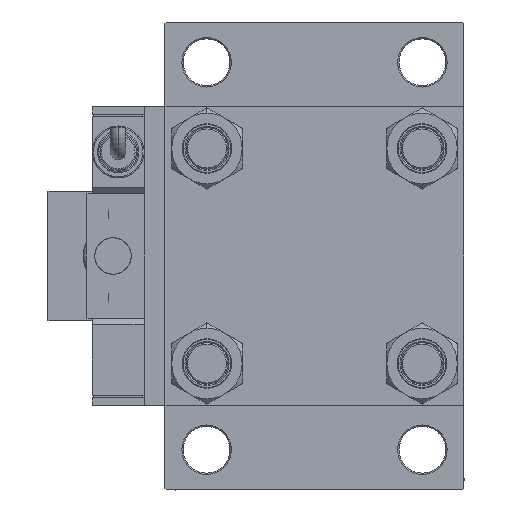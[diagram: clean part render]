
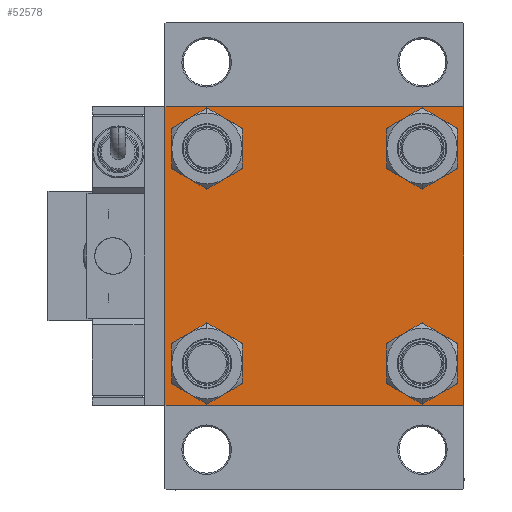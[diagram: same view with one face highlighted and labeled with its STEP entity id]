
A CAD part, left-side view. The second image highlights one B-rep face of the part: STEP entity #52578.
In plain terms, the highlighted planar face has unit normal (-1, 0, 0).
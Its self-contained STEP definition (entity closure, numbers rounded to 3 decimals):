
#671 = EDGE_CURVE ( 'NONE', #12412, #15429, #6173, .T. ) ;
#805 = VERTEX_POINT ( 'NONE', #18384 ) ;
#902 = DIRECTION ( 'NONE',  ( 0., 0., 1. ) ) ;
#1119 = DIRECTION ( 'NONE',  ( 0., 0., 1. ) ) ;
#1155 = CARTESIAN_POINT ( 'NONE',  ( 0., -57.25, -57.25 ) ) ;
#1549 = VERTEX_POINT ( 'NONE', #15506 ) ;
#1976 = CARTESIAN_POINT ( 'NONE',  ( 0., -41.35, 49.85 ) ) ;
#2547 = VECTOR ( 'NONE', #24272, 1000. ) ;
#2549 = DIRECTION ( 'NONE',  ( 0., 0., 1. ) ) ;
#2807 = EDGE_LOOP ( 'NONE', ( #32464, #43827 ) ) ;
#2916 = EDGE_CURVE ( 'NONE', #44328, #25732, #24733, .T. ) ;
#3111 = LINE ( 'NONE', #44513, #52386 ) ;
#5002 = LINE ( 'NONE', #1155, #44747 ) ;
#5226 = AXIS2_PLACEMENT_3D ( 'NONE', #7832, #35892, #41047 ) ;
#5392 = CARTESIAN_POINT ( 'NONE',  ( 0., -41.35, -49.85 ) ) ;
#5683 = CIRCLE ( 'NONE', #16088, 8.5 ) ;
#5764 = DIRECTION ( 'NONE',  ( 1., 0., 0. ) ) ;
#6173 = CIRCLE ( 'NONE', #10529, 8.5 ) ;
#6282 = CARTESIAN_POINT ( 'NONE',  ( 0., -41.35, -41.35 ) ) ;
#7202 = CARTESIAN_POINT ( 'NONE',  ( 0., -57.5, 57. ) ) ;
#7378 = DIRECTION ( 'NONE',  ( 0., -1., 0. ) ) ;
#7386 = DIRECTION ( 'NONE',  ( 0., 0., 1. ) ) ;
#7436 = AXIS2_PLACEMENT_3D ( 'NONE', #47347, #26370, #13586 ) ;
#7805 = CIRCLE ( 'NONE', #33012, 8.5 ) ;
#7832 = CARTESIAN_POINT ( 'NONE',  ( 0., 41.35, 41.35 ) ) ;
#9197 = VERTEX_POINT ( 'NONE', #7202 ) ;
#9419 = EDGE_CURVE ( 'NONE', #805, #44328, #23475, .T. ) ;
#9663 = EDGE_CURVE ( 'NONE', #15429, #12412, #7805, .T. ) ;
#9853 = DIRECTION ( 'NONE',  ( 0., 0.707, 0.707 ) ) ;
#10258 = CARTESIAN_POINT ( 'NONE',  ( 0., 0., 0. ) ) ;
#10529 = AXIS2_PLACEMENT_3D ( 'NONE', #20328, #50004, #36920 ) ;
#10661 = EDGE_CURVE ( 'NONE', #12123, #15389, #18286, .T. ) ;
#10785 = CIRCLE ( 'NONE', #53369, 8.5 ) ;
#12123 = VERTEX_POINT ( 'NONE', #30340 ) ;
#12412 = VERTEX_POINT ( 'NONE', #37360 ) ;
#12694 = EDGE_CURVE ( 'NONE', #53316, #38775, #23449, .T. ) ;
#13586 = DIRECTION ( 'NONE',  ( 0., 0., 1. ) ) ;
#13710 = DIRECTION ( 'NONE',  ( 1., 0., 0. ) ) ;
#14325 = FACE_BOUND ( 'NONE', #42008, .T. ) ;
#14869 = DIRECTION ( 'NONE',  ( -1., 0., 0. ) ) ;
#15389 = VERTEX_POINT ( 'NONE', #33972 ) ;
#15429 = VERTEX_POINT ( 'NONE', #5392 ) ;
#15506 = CARTESIAN_POINT ( 'NONE',  ( 0., -41.35, 32.85 ) ) ;
#15615 = ORIENTED_EDGE ( 'NONE', *, *, #34843, .T. ) ;
#15825 = EDGE_CURVE ( 'NONE', #19319, #805, #3111, .T. ) ;
#16088 = AXIS2_PLACEMENT_3D ( 'NONE', #37949, #13710, #902 ) ;
#16271 = CARTESIAN_POINT ( 'NONE',  ( 0., 57., 57.5 ) ) ;
#16607 = VERTEX_POINT ( 'NONE', #41537 ) ;
#16888 = ORIENTED_EDGE ( 'NONE', *, *, #31503, .T. ) ;
#17470 = CARTESIAN_POINT ( 'NONE',  ( 0., -41.35, 41.35 ) ) ;
#18286 = CIRCLE ( 'NONE', #5226, 8.5 ) ;
#18384 = CARTESIAN_POINT ( 'NONE',  ( 0., 57.5, -57. ) ) ;
#18966 = FACE_OUTER_BOUND ( 'NONE', #22032, .T. ) ;
#19319 = VERTEX_POINT ( 'NONE', #50534 ) ;
#19554 = DIRECTION ( 'NONE',  ( 0., 0., -1. ) ) ;
#20178 = DIRECTION ( 'NONE',  ( 1., 0., 0. ) ) ;
#20328 = CARTESIAN_POINT ( 'NONE',  ( 0., -41.35, -41.35 ) ) ;
#20816 = CARTESIAN_POINT ( 'NONE',  ( 0., -57., -57.5 ) ) ;
#20898 = AXIS2_PLACEMENT_3D ( 'NONE', #10258, #14869, #26858 ) ;
#21469 = VECTOR ( 'NONE', #45618, 1000. ) ;
#22032 = EDGE_LOOP ( 'NONE', ( #41178, #50969, #50911, #15615, #27592, #45562, #36445, #16888 ) ) ;
#22437 = CARTESIAN_POINT ( 'NONE',  ( 0., 41.35, -41.35 ) ) ;
#22886 = DIRECTION ( 'NONE',  ( 1., 0., 0. ) ) ;
#22969 = EDGE_CURVE ( 'NONE', #29447, #16607, #29048, .T. ) ;
#23449 = LINE ( 'NONE', #28072, #46211 ) ;
#23475 = LINE ( 'NONE', #35993, #2547 ) ;
#23835 = AXIS2_PLACEMENT_3D ( 'NONE', #32160, #20178, #7386 ) ;
#24272 = DIRECTION ( 'NONE',  ( 0., -0.707, -0.707 ) ) ;
#24733 = LINE ( 'NONE', #29084, #46967 ) ;
#24834 = EDGE_LOOP ( 'NONE', ( #32414, #34493 ) ) ;
#25148 = EDGE_CURVE ( 'NONE', #15389, #12123, #50047, .T. ) ;
#25265 = EDGE_CURVE ( 'NONE', #9197, #37109, #31287, .T. ) ;
#25378 = ORIENTED_EDGE ( 'NONE', *, *, #671, .T. ) ;
#25732 = VERTEX_POINT ( 'NONE', #20816 ) ;
#26304 = FACE_BOUND ( 'NONE', #24834, .T. ) ;
#26370 = DIRECTION ( 'NONE',  ( 1., 0., 0. ) ) ;
#26540 = EDGE_CURVE ( 'NONE', #16607, #29447, #39659, .T. ) ;
#26843 = EDGE_CURVE ( 'NONE', #9197, #38775, #30007, .T. ) ;
#26858 = DIRECTION ( 'NONE',  ( 0., 0., 1. ) ) ;
#27592 = ORIENTED_EDGE ( 'NONE', *, *, #25265, .F. ) ;
#28072 = CARTESIAN_POINT ( 'NONE',  ( 0., 57.5, 57.5 ) ) ;
#29048 = CIRCLE ( 'NONE', #23835, 8.5 ) ;
#29084 = CARTESIAN_POINT ( 'NONE',  ( 0., 57.5, -57.5 ) ) ;
#29447 = VERTEX_POINT ( 'NONE', #30668 ) ;
#30007 = LINE ( 'NONE', #38437, #37896 ) ;
#30058 = VECTOR ( 'NONE', #19554, 1000. ) ;
#30340 = CARTESIAN_POINT ( 'NONE',  ( 0., 41.35, 32.85 ) ) ;
#30618 = DIRECTION ( 'NONE',  ( 1., 0., 0. ) ) ;
#30668 = CARTESIAN_POINT ( 'NONE',  ( 0., 41.35, -49.85 ) ) ;
#30678 = FACE_BOUND ( 'NONE', #45219, .T. ) ;
#31287 = LINE ( 'NONE', #44341, #30058 ) ;
#31454 = DIRECTION ( 'NONE',  ( 0., 0., -1. ) ) ;
#31503 = EDGE_CURVE ( 'NONE', #53316, #19319, #32555, .T. ) ;
#32160 = CARTESIAN_POINT ( 'NONE',  ( 0., 41.35, -41.35 ) ) ;
#32414 = ORIENTED_EDGE ( 'NONE', *, *, #33390, .T. ) ;
#32464 = ORIENTED_EDGE ( 'NONE', *, *, #25148, .T. ) ;
#32555 = LINE ( 'NONE', #49169, #21469 ) ;
#33012 = AXIS2_PLACEMENT_3D ( 'NONE', #6282, #22886, #35401 ) ;
#33390 = EDGE_CURVE ( 'NONE', #34149, #1549, #10785, .T. ) ;
#33972 = CARTESIAN_POINT ( 'NONE',  ( 0., 41.35, 49.85 ) ) ;
#34149 = VERTEX_POINT ( 'NONE', #1976 ) ;
#34493 = ORIENTED_EDGE ( 'NONE', *, *, #35790, .T. ) ;
#34843 = EDGE_CURVE ( 'NONE', #25732, #37109, #5002, .T. ) ;
#35401 = DIRECTION ( 'NONE',  ( 0., 0., 1. ) ) ;
#35790 = EDGE_CURVE ( 'NONE', #1549, #34149, #5683, .T. ) ;
#35892 = DIRECTION ( 'NONE',  ( 1., 0., 0. ) ) ;
#35993 = CARTESIAN_POINT ( 'NONE',  ( 0., 57.25, -57.25 ) ) ;
#36445 = ORIENTED_EDGE ( 'NONE', *, *, #12694, .F. ) ;
#36920 = DIRECTION ( 'NONE',  ( 0., 0., 1. ) ) ;
#37109 = VERTEX_POINT ( 'NONE', #46046 ) ;
#37360 = CARTESIAN_POINT ( 'NONE',  ( 0., -41.35, -32.85 ) ) ;
#37896 = VECTOR ( 'NONE', #9853, 1000. ) ;
#37949 = CARTESIAN_POINT ( 'NONE',  ( 0., -41.35, 41.35 ) ) ;
#38200 = DIRECTION ( 'NONE',  ( 0., -0.707, 0.707 ) ) ;
#38437 = CARTESIAN_POINT ( 'NONE',  ( 0., -57.25, 57.25 ) ) ;
#38678 = CARTESIAN_POINT ( 'NONE',  ( 0., -57., 57.5 ) ) ;
#38775 = VERTEX_POINT ( 'NONE', #38678 ) ;
#39095 = FACE_BOUND ( 'NONE', #2807, .T. ) ;
#39659 = CIRCLE ( 'NONE', #40510, 8.5 ) ;
#40510 = AXIS2_PLACEMENT_3D ( 'NONE', #22437, #30618, #2549 ) ;
#41047 = DIRECTION ( 'NONE',  ( 0., 0., 1. ) ) ;
#41178 = ORIENTED_EDGE ( 'NONE', *, *, #15825, .T. ) ;
#41537 = CARTESIAN_POINT ( 'NONE',  ( 0., 41.35, -32.85 ) ) ;
#42008 = EDGE_LOOP ( 'NONE', ( #51358, #45487 ) ) ;
#43827 = ORIENTED_EDGE ( 'NONE', *, *, #10661, .T. ) ;
#44328 = VERTEX_POINT ( 'NONE', #51026 ) ;
#44341 = CARTESIAN_POINT ( 'NONE',  ( 0., -57.5, 57.5 ) ) ;
#44513 = CARTESIAN_POINT ( 'NONE',  ( 0., 57.5, 57.5 ) ) ;
#44747 = VECTOR ( 'NONE', #38200, 1000. ) ;
#45219 = EDGE_LOOP ( 'NONE', ( #25378, #50919 ) ) ;
#45487 = ORIENTED_EDGE ( 'NONE', *, *, #22969, .T. ) ;
#45562 = ORIENTED_EDGE ( 'NONE', *, *, #26843, .T. ) ;
#45618 = DIRECTION ( 'NONE',  ( 0., 0.707, -0.707 ) ) ;
#46046 = CARTESIAN_POINT ( 'NONE',  ( 0., -57.5, -57. ) ) ;
#46211 = VECTOR ( 'NONE', #7378, 1000. ) ;
#46967 = VECTOR ( 'NONE', #49795, 1000. ) ;
#47347 = CARTESIAN_POINT ( 'NONE',  ( 0., 41.35, 41.35 ) ) ;
#49169 = CARTESIAN_POINT ( 'NONE',  ( 0., 57.25, 57.25 ) ) ;
#49795 = DIRECTION ( 'NONE',  ( 0., -1., 0. ) ) ;
#50004 = DIRECTION ( 'NONE',  ( 1., 0., 0. ) ) ;
#50047 = CIRCLE ( 'NONE', #7436, 8.5 ) ;
#50534 = CARTESIAN_POINT ( 'NONE',  ( 0., 57.5, 57. ) ) ;
#50911 = ORIENTED_EDGE ( 'NONE', *, *, #2916, .T. ) ;
#50919 = ORIENTED_EDGE ( 'NONE', *, *, #9663, .T. ) ;
#50969 = ORIENTED_EDGE ( 'NONE', *, *, #9419, .T. ) ;
#51026 = CARTESIAN_POINT ( 'NONE',  ( 0., 57., -57.5 ) ) ;
#51358 = ORIENTED_EDGE ( 'NONE', *, *, #26540, .T. ) ;
#52386 = VECTOR ( 'NONE', #31454, 1000. ) ;
#52441 = PLANE ( 'NONE',  #20898 ) ;
#52578 = ADVANCED_FACE ( 'NONE', ( #26304, #30678, #14325, #39095, #18966 ), #52441, .T. ) ;
#53316 = VERTEX_POINT ( 'NONE', #16271 ) ;
#53369 = AXIS2_PLACEMENT_3D ( 'NONE', #17470, #5764, #1119 ) ;
